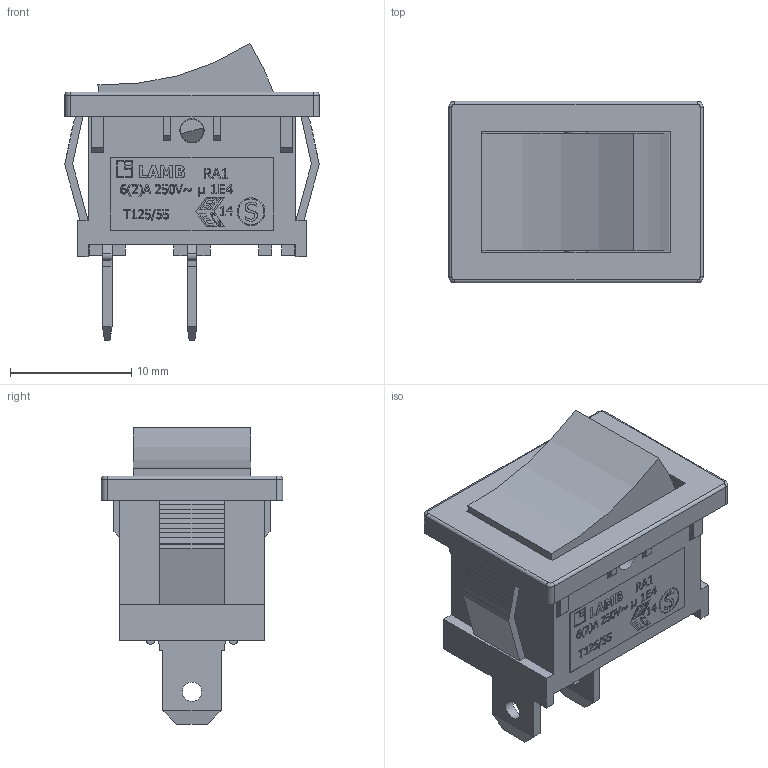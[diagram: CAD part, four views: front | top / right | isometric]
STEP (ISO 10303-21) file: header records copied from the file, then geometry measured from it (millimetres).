
FILE_DESCRIPTION((' '),'2;1');
FILE_NAME('RA1113xx00.stp','2017-08-01T11:15:06',(' '),(' '),' ','ACIS',' ');
FILE_SCHEMA(('CONFIG_CONTROL_DESIGN'));
Length unit declared in the file: inch
Products named in the file (3): RA1113xx00.stp; Body1; Body2
Assembly tree (2 placements, depth 2):
  RA1113xx00.stp
    Body1
    Body2
Bounding box: 21 x 15 x 24.5 mm (x, y, z)
Volume: 1553.4 mm3; surface area: 3406.9 mm2
Topology: 2 solids, 2 shells, 769 faces, 2097 edges, 1390 vertices
Faces by surface type: plane 554, bspline 190, cylinder 25
Full cylindrical faces by diameter (mm): 1.6 x2, 1.9 x2, 2 x2, 2.11 x1, 2.29 x1
Entity records: 25730 total; most frequent: CARTESIAN_POINT 7084, ORIENTED_EDGE 4186, DIRECTION 2967, EDGE_CURVE 2093, VECTOR 1663, LINE 1663, VERTEX_POINT 1390, EDGE_LOOP 843
